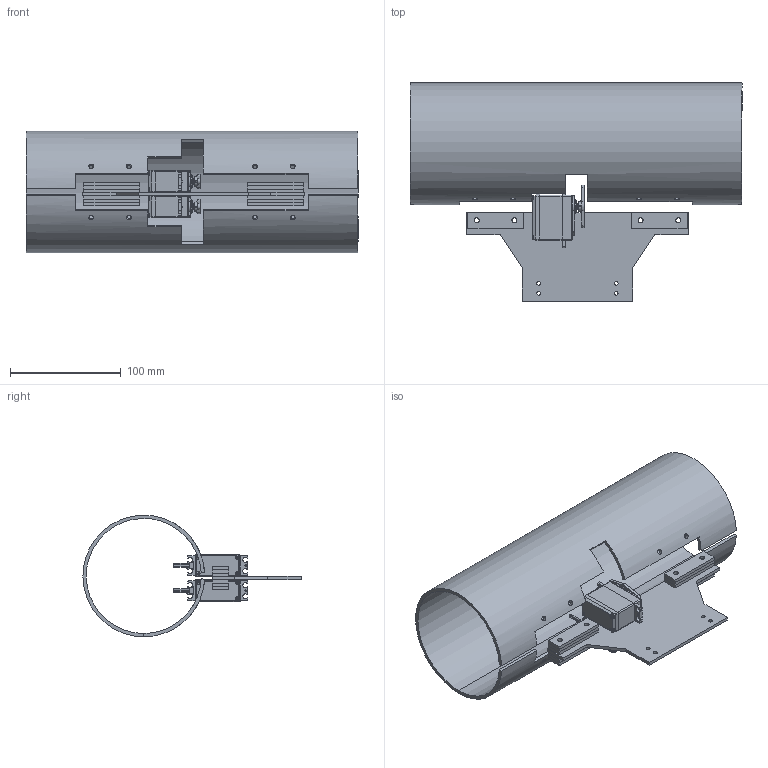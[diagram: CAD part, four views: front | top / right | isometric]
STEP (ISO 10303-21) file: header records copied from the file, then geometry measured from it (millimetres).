
FILE_DESCRIPTION(/* description */ (''),/* implementation_level */ '2;1');
FILE_NAME(/* name */ 'CLAW.stp',/* time_stamp */ '2017-04-11T20:07:14+10:00',/* author */ ('s4461999'),/* organization */ (''),/* preprocessor_version */ 'ST-DEVELOPER v16.5',/* originating_system */ 'Autodesk Inventor 2017',/* authorisation */ '');
FILE_SCHEMA (('AUTOMOTIVE_DESIGN { 1 0 10303 214 3 1 1 }'));
Products named in the file (13): CLAW; adjustmentHingePlate; plate; TOWER PRO MG-995, ANALOG SERVO; TOWER PRO MG-995, ANALOG SERVO, BODY, BOTTOM; TOWER PRO MG-995, ANALOG SERVO, BODY, MIDDLE; TOWER PRO MG-995, ANALOG SERVO, BODY, TOP; TOWER PRO MG-995, ANALOG SERVO, CONNECTOR; TOWER PRO MG-995, ANALOG SERVO, SHAFT; TOWER PRO MG-995, ANALOG SERVO, HORN; pan cross head_am_B18.6.7M - M2 x 0.4 x 10 Type I Cross Recessed PHMS
 --10N; lowerClaw; upperClaw
Assembly tree (27 placements, depth 3):
  CLAW
    adjustmentHingePlate  x12
    plate
    TOWER PRO MG-995, ANALOG SERVO  x2
      TOWER PRO MG-995, ANALOG SERVO, BODY, BOTTOM
      TOWER PRO MG-995, ANALOG SERVO, BODY, MIDDLE
      TOWER PRO MG-995, ANALOG SERVO, BODY, TOP
      TOWER PRO MG-995, ANALOG SERVO, CONNECTOR
      TOWER PRO MG-995, ANALOG SERVO, SHAFT
      TOWER PRO MG-995, ANALOG SERVO, HORN
      pan cross head_am_B18.6.7M - M2 x 0.4 x 10 Type I Cross Recessed PHMS
 --10N
    lowerClaw
    upperClaw
Bounding box: 300 x 197.13 x 109.97 mm (x, y, z)
Volume: 390705.8 mm3; surface area: 257177.8 mm2
Topology: 41 solids, 41 shells, 1292 faces, 3317 edges, 2150 vertices
Faces by surface type: plane 800, cylinder 340, cone 104, bspline 24, torus 16, sphere 8
Full cylindrical faces by diameter (mm): 1 x16, 1.2 x6, 1.4 x4, 1.6 x2, 2 x8, 2.2 x8, 2.8 x2, 3.4 x4, 4 x8, 4.4 x12, 4.5 x24, 5.3 x2, 5.75 x2, 6 x2, 6.75 x2, 8.5 x2, 8.75 x2, 11.2 x2, 12.8 x2
Entity records: 19002 total; most frequent: CARTESIAN_POINT 4120, DIRECTION 3043, ORIENTED_EDGE 2942, EDGE_CURVE 1471, AXIS2_PLACEMENT_3D 1092, VERTEX_POINT 983, LINE 859, VECTOR 859
